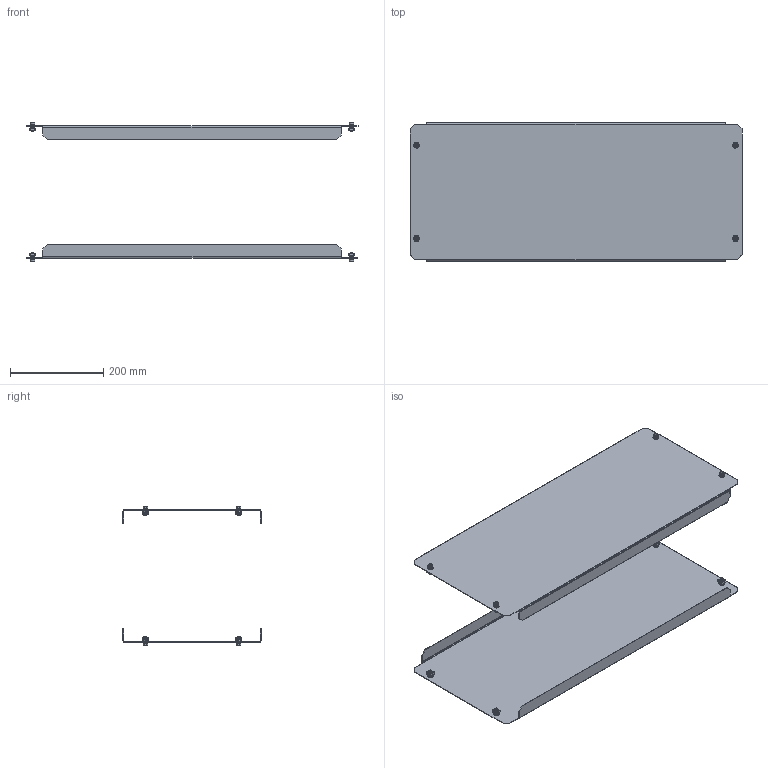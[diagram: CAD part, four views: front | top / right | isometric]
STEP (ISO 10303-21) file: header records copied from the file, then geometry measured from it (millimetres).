
FILE_DESCRIPTION (( 'STEP AP203' ), '1' );
FILE_NAME ('U1366803005 Ýëåìåíòû ïåðåäíèé è çàäíèé öîêîëÿ UC2 80.30 (2øò) (000.136.029).STEP', '2022-04-28T13:45:18', ( '' ), ( '' ), 'SwSTEP 2.0', 'SolidWorks 2017', '' );
FILE_SCHEMA (( 'CONFIG_CONTROL_DESIGN' ));
Length unit declared in the file: millimetre
Products named in the file (8): 070-35 Ïàíåëü öîêîëÿ UC2 80.30; 鎔艜 DIN 912_M6x16; 嵑殧趌11371_6; 抔殣罻 蜬濋醂M6-4B; Ãàéêà êâàäðàòíàÿ_Œ6-4‚; 嵑殧趌6402_6; Ãàéêà êëåòåâàÿ_Œ6-4B; U1366803005 Ýëåìåíòû ïåðåäíèé è çàäíèé öîêîëÿ UC2 80.30 (2øò) (000.136.029)
Assembly tree (36 placements, depth 3):
  U1366803005 Ýëåìåíòû ïåðåäíèé è çàäíèé öîêîëÿ UC2 80.30 (2øò) (000.136.029)
    070-35 Ïàíåëü öîêîëÿ UC2 80.30  x2
    Ãàéêà êëåòåâàÿ_Œ6-4B  x8
      抔殣罻 蜬濋醂M6-4B
      Ãàéêà êâàäðàòíàÿ_Œ6-4‚
    嵑殧趌11371_6  x8
    嵑殧趌6402_6  x8
    鎔艜 DIN 912_M6x16  x8
Bounding box: 712 x 296 x 300.15 mm (x, y, z)
Volume: 600632 mm3; surface area: 1005252.2 mm2
Topology: 42 solids, 42 shells, 1196 faces, 2528 edges, 1416 vertices
Faces by surface type: plane 756, cylinder 312, bspline 64, cone 32, torus 32
Entity records: 6852 total; most frequent: CARTESIAN_POINT 1178, DIRECTION 890, ORIENTED_EDGE 784, EDGE_CURVE 392, AXIS2_PLACEMENT_3D 309, VECTOR 272, LINE 272, VERTEX_POINT 225
